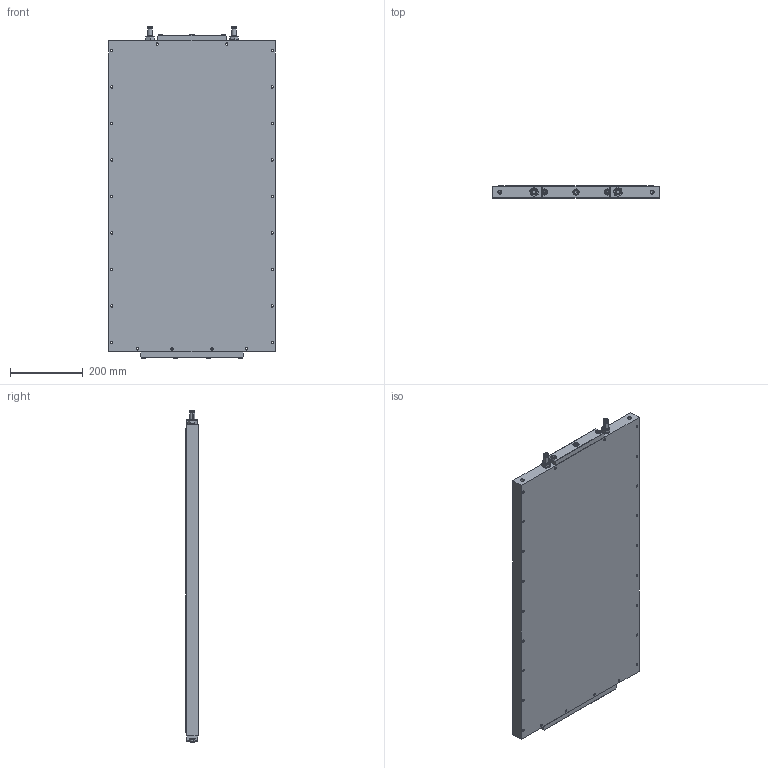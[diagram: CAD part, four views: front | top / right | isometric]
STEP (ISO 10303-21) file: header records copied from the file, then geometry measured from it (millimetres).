
FILE_DESCRIPTION (( 'STEP AP214' ), '1' );
FILE_NAME ('08H6TFW-0800.STEP', '2010-12-08T14:08:06', ( 'KEB' ), ( 'Karl E. Brinkmann GmbH' ), 'SwSTEP 2.0', 'SolidWorks 2007', '' );
FILE_SCHEMA (( 'AUTOMOTIVE_DESIGN' ));
Length unit declared in the file: millimetre
Products named in the file (8): Dichtung 800er_Einbaulage; Verschraubung_Standard; Leiste-kurz_Standard; Leiste_Standard; Scheibe_M 8; 08H6TFW-0800; K黨lk鰎per 800mm_Standard; Zyl. Schraube_M 8 x 25
Assembly tree (20 placements, depth 2):
  08H6TFW-0800
    Scheibe_M 8  x7
    Zyl. Schraube_M 8 x 25  x7
    Leiste-kurz_Standard
    Verschraubung_Standard  x2
    Dichtung 800er_Einbaulage
    K黨lk鰎per 800mm_Standard
    Leiste_Standard
Bounding box: 457 x 34 x 909.6 mm (x, y, z)
Volume: 12667906.5 mm3; surface area: 1026160.9 mm2
Topology: 22 solids, 22 shells, 974 faces, 2150 edges, 1213 vertices
Faces by surface type: cylinder 322, cone 278, plane 250, torus 124
Entity records: 22168 total; most frequent: DIRECTION 3727, CARTESIAN_POINT 3242, ORIENTED_EDGE 3072, EDGE_CURVE 1536, AXIS2_PLACEMENT_3D 1489, VERTEX_POINT 900, EDGE_LOOP 816, CIRCLE 767
